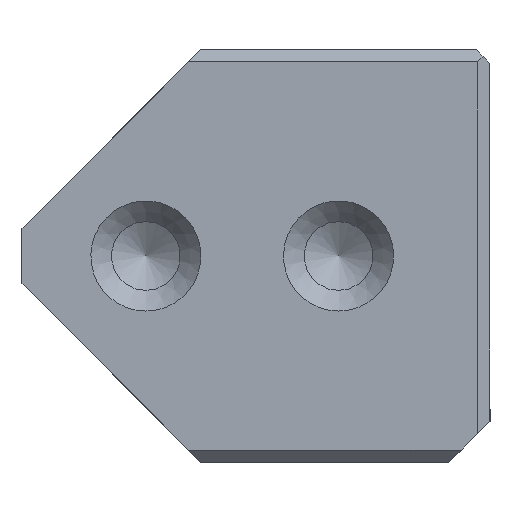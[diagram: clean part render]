
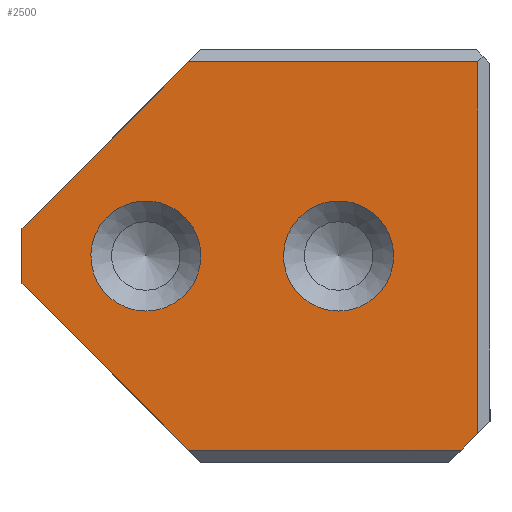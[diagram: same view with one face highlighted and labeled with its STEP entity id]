
A CAD part, left-side view. The second image highlights one B-rep face of the part: STEP entity #2500.
In plain terms, the highlighted planar face has unit normal (-1, 0, 0).
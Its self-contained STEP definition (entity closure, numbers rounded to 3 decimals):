
#2500=ADVANCED_FACE('',(#3535,#3536,#3537),#2927,.T.);
#2927=PLANE('',#9285);
#3184=CIRCLE('',#9283,2.);
#3185=CIRCLE('',#9284,2.);
#3535=FACE_BOUND('',#3872,.T.);
#3536=FACE_BOUND('',#3873,.T.);
#3537=FACE_BOUND('',#3874,.T.);
#3872=EDGE_LOOP('',(#4705));
#3873=EDGE_LOOP('',(#4706));
#3874=EDGE_LOOP('',(#4707,#4708,#4709,#4710,#4711,#4712,#4713));
#4705=ORIENTED_EDGE('',*,*,#7301,.T.);
#4706=ORIENTED_EDGE('',*,*,#7302,.T.);
#4707=ORIENTED_EDGE('',*,*,#7303,.T.);
#4708=ORIENTED_EDGE('',*,*,#7304,.T.);
#4709=ORIENTED_EDGE('',*,*,#7305,.T.);
#4710=ORIENTED_EDGE('',*,*,#7306,.F.);
#4711=ORIENTED_EDGE('',*,*,#7307,.T.);
#4712=ORIENTED_EDGE('',*,*,#7308,.T.);
#4713=ORIENTED_EDGE('',*,*,#7309,.T.);
#6613=VERTEX_POINT('',#12088);
#6614=VERTEX_POINT('',#12090);
#6615=VERTEX_POINT('',#12092);
#6616=VERTEX_POINT('',#12093);
#6617=VERTEX_POINT('',#12095);
#6618=VERTEX_POINT('',#12097);
#6619=VERTEX_POINT('',#12099);
#6620=VERTEX_POINT('',#12101);
#6621=VERTEX_POINT('',#12103);
#7301=EDGE_CURVE('',#6613,#6613,#3184,.T.);
#7302=EDGE_CURVE('',#6614,#6614,#3185,.T.);
#7303=EDGE_CURVE('',#6615,#6616,#8157,.T.);
#7304=EDGE_CURVE('',#6616,#6617,#8158,.T.);
#7305=EDGE_CURVE('',#6617,#6618,#8159,.T.);
#7306=EDGE_CURVE('',#6619,#6618,#8160,.T.);
#7307=EDGE_CURVE('',#6619,#6620,#8161,.T.);
#7308=EDGE_CURVE('',#6620,#6621,#8162,.T.);
#7309=EDGE_CURVE('',#6621,#6615,#8163,.T.);
#8157=LINE('',#12091,#8787);
#8158=LINE('',#12094,#8788);
#8159=LINE('',#12096,#8789);
#8160=LINE('',#12098,#8790);
#8161=LINE('',#12100,#8791);
#8162=LINE('',#12102,#8792);
#8163=LINE('',#12104,#8793);
#8787=VECTOR('',#9953,1.);
#8788=VECTOR('',#9954,1.);
#8789=VECTOR('',#9955,1.);
#8790=VECTOR('',#9956,1.);
#8791=VECTOR('',#9957,1.);
#8792=VECTOR('',#9958,1.);
#8793=VECTOR('',#9959,1.);
#9283=AXIS2_PLACEMENT_3D('',#12087,#9949,#9950);
#9284=AXIS2_PLACEMENT_3D('',#12089,#9951,#9952);
#9285=AXIS2_PLACEMENT_3D('',#12105,#9960,#9961);
#9949=DIRECTION('',(1.,0.,0.));
#9950=DIRECTION('',(0.,0.,-1.));
#9951=DIRECTION('',(1.,0.,0.));
#9952=DIRECTION('',(0.,0.,-1.));
#9953=DIRECTION('',(0.,0.,1.));
#9954=DIRECTION('',(0.,1.,0.));
#9955=DIRECTION('',(0.,0.707,-0.707));
#9956=DIRECTION('',(0.,0.,1.));
#9957=DIRECTION('',(0.,-0.707,-0.707));
#9958=DIRECTION('',(0.,-1.,0.));
#9959=DIRECTION('',(0.,-0.707,0.707));
#9960=DIRECTION('',(-1.,0.,0.));
#9961=DIRECTION('',(0.,0.,-1.));
#12087=CARTESIAN_POINT('',(0.,12.5,7.5));
#12088=CARTESIAN_POINT('',(0.,12.5,5.5));
#12089=CARTESIAN_POINT('',(0.,5.5,7.5));
#12090=CARTESIAN_POINT('',(0.,5.5,5.5));
#12091=CARTESIAN_POINT('',(0.,0.45,0.));
#12092=CARTESIAN_POINT('',(0.,0.45,1.05));
#12093=CARTESIAN_POINT('',(0.,0.45,14.55));
#12094=CARTESIAN_POINT('',(0.,8.5,14.55));
#12095=CARTESIAN_POINT('',(0.,10.95,14.55));
#12096=CARTESIAN_POINT('',(0.,3.858,21.642));
#12097=CARTESIAN_POINT('',(0.,17.,8.5));
#12098=CARTESIAN_POINT('',(0.,17.,0.));
#12099=CARTESIAN_POINT('',(0.,17.,6.5));
#12100=CARTESIAN_POINT('',(0.,18.,7.5));
#12101=CARTESIAN_POINT('',(0.,10.95,0.45));
#12102=CARTESIAN_POINT('',(0.,8.5,0.45));
#12103=CARTESIAN_POINT('',(0.,1.05,0.45));
#12104=CARTESIAN_POINT('',(0.,5.,-3.5));
#12105=CARTESIAN_POINT('',(0.,8.5,0.));
